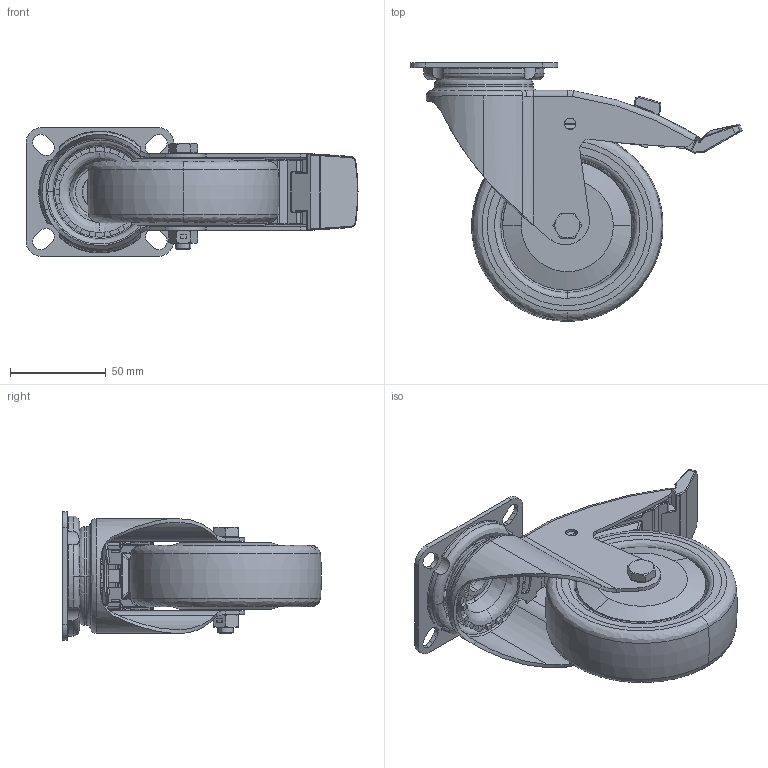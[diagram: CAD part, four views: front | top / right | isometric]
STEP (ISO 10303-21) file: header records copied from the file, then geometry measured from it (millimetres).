
FILE_DESCRIPTION (( 'STEP AP214' ), '1' );
FILE_NAME ('0055160.step', '2023-05-08T09:52:30', ( '' ), ( '' ), 'SwSTEP 2.0', 'SolidWorks 2020', '' );
FILE_SCHEMA (( 'AUTOMOTIVE_DESIGN' ));
Length unit declared in the file: millimetre
Products named in the file (1): 0055160
Bounding box: 173.05 x 134.93 x 67 mm (x, y, z)
Volume: 248575.5 mm3; surface area: 142910.5 mm2
Topology: 16 solids, 16 shells, 1125 faces, 2842 edges, 1749 vertices
Faces by surface type: cylinder 419, plane 343, bspline 303, cone 52, torus 8
Entity records: 61269 total; most frequent: CARTESIAN_POINT 24314, ORIENTED_EDGE 5628, DIRECTION 4364, EDGE_CURVE 2814, VERTEX_POINT 1749, AXIS2_PLACEMENT_3D 1636, EDGE_LOOP 1201, UNCERTAINTY_MEASURE_WITH_UNIT 1143
